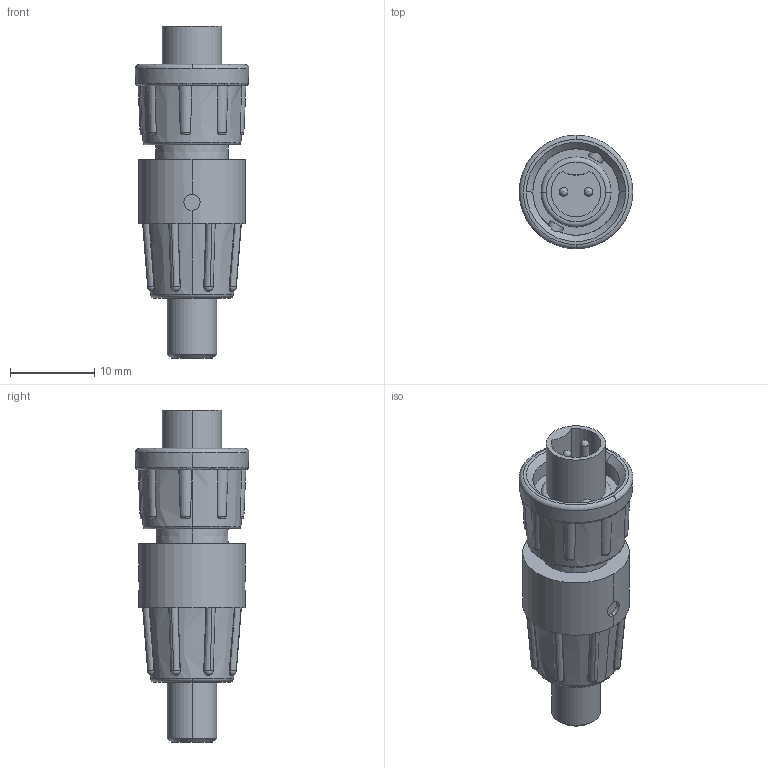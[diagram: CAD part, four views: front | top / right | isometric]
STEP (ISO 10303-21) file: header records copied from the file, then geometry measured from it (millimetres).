
FILE_DESCRIPTION (( 'STEP AP203' ), '1' );
FILE_NAME ('16282-2PG-318.STEP', '2014-04-30T15:50:17', ( '' ), ( '' ), 'SwSTEP 2.0', 'SolidWorks 2014', '' );
FILE_SCHEMA (( 'CONFIG_CONTROL_DESIGN' ));
Length unit declared in the file: inch
Products named in the file (1): 16282-2PG-318
Bounding box: 13.51 x 13.51 x 39.45 mm (x, y, z)
Volume: 3007.8 mm3; surface area: 2062.4 mm2
Topology: 1 solids, 1 shells, 176 faces, 468 edges, 299 vertices
Faces by surface type: plane 50, cylinder 33, bspline 29, torus 28, cone 23, sphere 13
Entity records: 6628 total; most frequent: CARTESIAN_POINT 2471, ORIENTED_EDGE 910, DIRECTION 811, EDGE_CURVE 455, AXIS2_PLACEMENT_3D 353, VERTEX_POINT 291, CIRCLE 205, EDGE_LOOP 186
